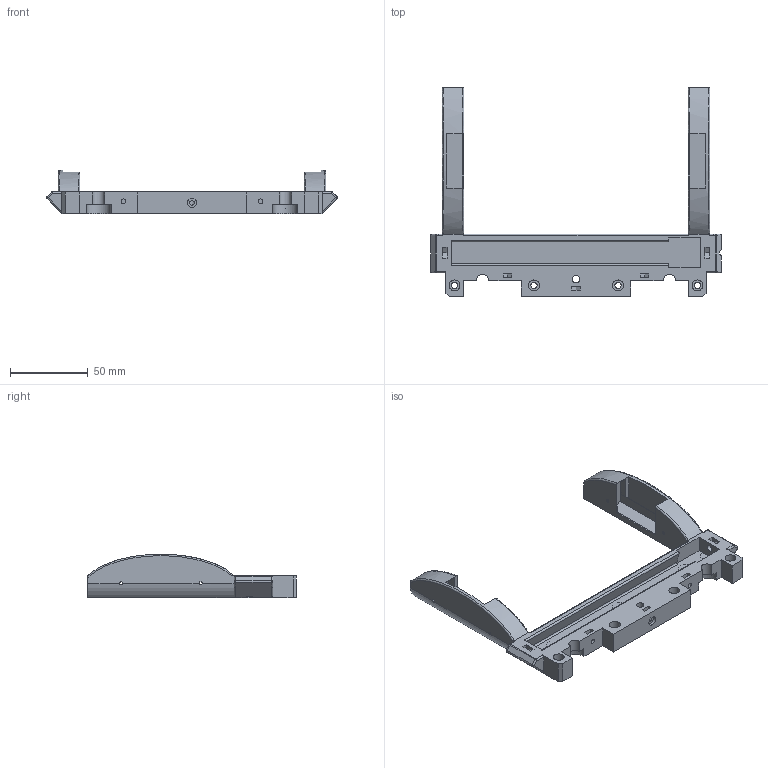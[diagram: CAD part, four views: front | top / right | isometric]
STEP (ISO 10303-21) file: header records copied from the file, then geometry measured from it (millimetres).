
FILE_DESCRIPTION(('FreeCAD Model'),'2;1');
FILE_NAME('UpperPhoneCarriage.step','2016-11-30T19:08:31',('Author'),( ''),'Open CASCADE STEP processor 6.8','FreeCAD','Unknown');
FILE_SCHEMA(('AUTOMOTIVE_DESIGN_CC2 { 1 2 10303 214 -1 1 5 4 }'));
Length unit declared in the file: millimetre
Products named in the file (2): ASSEMBLY; UpperPhoneCarriage
Assembly tree (1 placements, depth 2):
  ASSEMBLY
    UpperPhoneCarriage
Bounding box: 186.67 x 134 x 27.87 mm (x, y, z)
Volume: 85839.3 mm3; surface area: 44505 mm2
Topology: 1 solids, 1 shells, 302 faces, 875 edges, 573 vertices
Faces by surface type: plane 199, cylinder 85, bspline 10, sphere 6, extrusion 2
Full cylindrical faces by diameter (mm): 3 x4, 4 x4, 4.8 x1, 7 x4, 9 x5
Entity records: 30995 total; most frequent: CARTESIAN_POINT 14344, DIRECTION 2927, VECTOR 1763, LINE 1761, ORIENTED_EDGE 1738, PCURVE 1738, DEFINITIONAL_REPRESENTATION 1738, EDGE_CURVE 869
